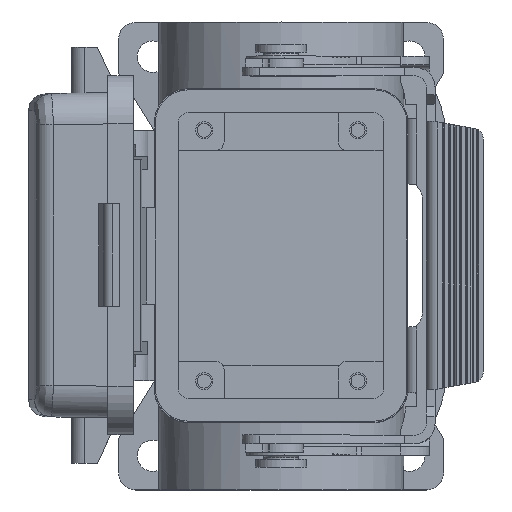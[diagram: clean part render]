
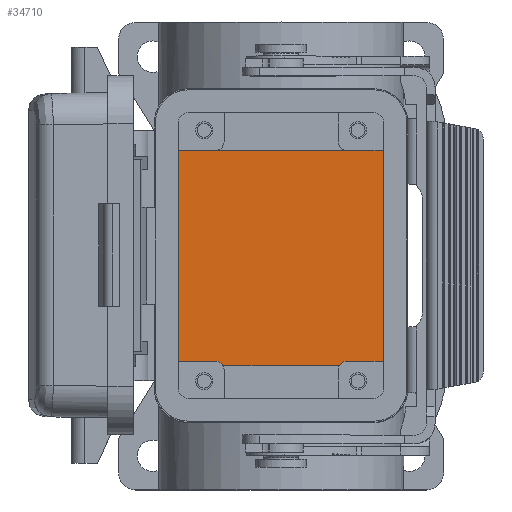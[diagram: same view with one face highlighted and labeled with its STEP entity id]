
A CAD part, top view. The second image highlights one B-rep face of the part: STEP entity #34710.
In plain terms, the highlighted planar face has unit normal (0, 0, 1).
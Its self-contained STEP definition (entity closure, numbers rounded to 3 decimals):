
#30500=CARTESIAN_POINT('',(18.5,-18.25,-60.));
#30510=VERTEX_POINT('',#30500);
#30540=CARTESIAN_POINT('',(18.5,-18.25,-60.));
#30550=DIRECTION('',(0.,1.,0.));
#30560=VECTOR('',#30550,36.5);
#30570=LINE('',#30540,#30560);
#30580=CARTESIAN_POINT('',(18.5,18.25,-60.));
#30590=VERTEX_POINT('',#30580);
#30600=EDGE_CURVE('',#30510,#30590,#30570,.T.);
#31140=CARTESIAN_POINT('',(-19.25,10.201,-60.));
#31150=VERTEX_POINT('',#31140);
#31180=CARTESIAN_POINT('',(-19.25,10.201,-60.));
#31190=DIRECTION('',(0.,-1.,0.));
#31200=VECTOR('',#31190,20.402);
#31210=LINE('',#31180,#31200);
#31220=CARTESIAN_POINT('',(-19.25,-10.201,-60.));
#31230=VERTEX_POINT('',#31220);
#31240=EDGE_CURVE('',#31150,#31230,#31210,.T.);
#32200=CARTESIAN_POINT('',(-20.,-11.5,-60.));
#32210=DIRECTION('',(0.,0.,-1.));
#32220=DIRECTION('',(-1.,0.,0.));
#32230=AXIS2_PLACEMENT_3D('',#32200,#32210,#32220);
#32240=CIRCLE('',#32230,1.5);
#32250=CARTESIAN_POINT('',(-18.5,-11.5,-60.));
#32260=VERTEX_POINT('',#32250);
#32270=EDGE_CURVE('',#31230,#32260,#32240,.T.);
#34140=CARTESIAN_POINT('',(-18.5,-11.5,-60.));
#34150=DIRECTION('',(0.,-1.,0.));
#34160=VECTOR('',#34150,6.75);
#34170=LINE('',#34140,#34160);
#34180=CARTESIAN_POINT('',(-18.5,-18.25,-60.));
#34190=VERTEX_POINT('',#34180);
#34200=EDGE_CURVE('',#32260,#34190,#34170,.T.);
#34310=CARTESIAN_POINT('',(0.,0.,-60.));
#34320=DIRECTION('',(0.,0.,1.));
#34330=DIRECTION('',(1.,0.,0.));
#34340=AXIS2_PLACEMENT_3D('',#34310,#34320,#34330);
#34350=PLANE('',#34340);
#34360=CARTESIAN_POINT('',(-20.,11.5,-60.));
#34370=DIRECTION('',(0.,0.,-1.));
#34380=DIRECTION('',(0.,-1.,0.));
#34390=AXIS2_PLACEMENT_3D('',#34360,#34370,#34380);
#34400=CIRCLE('',#34390,1.5);
#34410=CARTESIAN_POINT('',(-18.5,11.5,-60.));
#34420=VERTEX_POINT('',#34410);
#34430=EDGE_CURVE('',#34420,#31150,#34400,.T.);
#34440=ORIENTED_EDGE('',*,*,#34430,.T.);
#34450=CARTESIAN_POINT('',(-18.5,18.25,-60.));
#34460=DIRECTION('',(0.,-1.,0.));
#34470=VECTOR('',#34460,6.75);
#34480=LINE('',#34450,#34470);
#34490=CARTESIAN_POINT('',(-18.5,18.25,-60.));
#34500=VERTEX_POINT('',#34490);
#34510=EDGE_CURVE('',#34500,#34420,#34480,.T.);
#34520=ORIENTED_EDGE('',*,*,#34510,.T.);
#34530=CARTESIAN_POINT('',(18.5,18.25,-60.));
#34540=DIRECTION('',(-1.,0.,0.));
#34550=VECTOR('',#34540,37.);
#34560=LINE('',#34530,#34550);
#34570=EDGE_CURVE('',#30590,#34500,#34560,.T.);
#34580=ORIENTED_EDGE('',*,*,#34570,.T.);
#34590=ORIENTED_EDGE('',*,*,#30600,.T.);
#34600=CARTESIAN_POINT('',(-18.5,-18.25,-60.));
#34610=DIRECTION('',(1.,0.,0.));
#34620=VECTOR('',#34610,37.);
#34630=LINE('',#34600,#34620);
#34640=EDGE_CURVE('',#34190,#30510,#34630,.T.);
#34650=ORIENTED_EDGE('',*,*,#34640,.T.);
#34660=ORIENTED_EDGE('',*,*,#34200,.T.);
#34670=ORIENTED_EDGE('',*,*,#32270,.T.);
#34680=ORIENTED_EDGE('',*,*,#31240,.T.);
#34690=EDGE_LOOP('',(#34680,#34670,#34660,#34650,#34590,#34580,#34520,
#34440));
#34700=FACE_OUTER_BOUND('',#34690,.T.);
#34710=ADVANCED_FACE('',(#34700),#34350,.T.);
